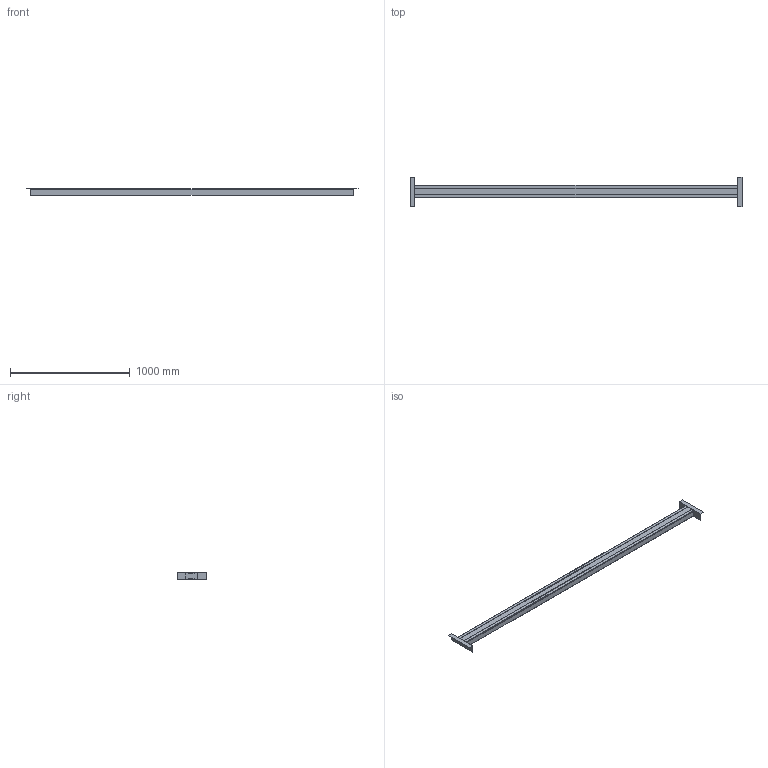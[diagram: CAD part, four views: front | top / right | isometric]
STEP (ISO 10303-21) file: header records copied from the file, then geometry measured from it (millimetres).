
FILE_DESCRIPTION( ( '' ), ' ' );
FILE_NAME( '5cbbabc8b45d2015bd0fe031.step', '2019-04-20T23:31:21', ( '' ), ( '' ), ' ', ' ', ' ' );
FILE_SCHEMA( ( 'AUTOMOTIVE_DESIGN { 1 0 10303 214 1 1 1 1 }' ) );
Length unit declared in the file: metre
Products named in the file (1): Rack_ShelfBar
Bounding box: 2777 x 250 x 65 mm (x, y, z)
Volume: 1340607 mm3; surface area: 1748553.2 mm2
Topology: 1 solids, 2 shells, 57 faces, 153 edges, 102 vertices
Faces by surface type: plane 44, cylinder 13
Entity records: 2243 total; most frequent: CARTESIAN_POINT 313, ORIENTED_EDGE 306, DIRECTION 295, EDGE_CURVE 153, LINE 127, VECTOR 127, VERTEX_POINT 102, AXIS2_PLACEMENT_3D 84
